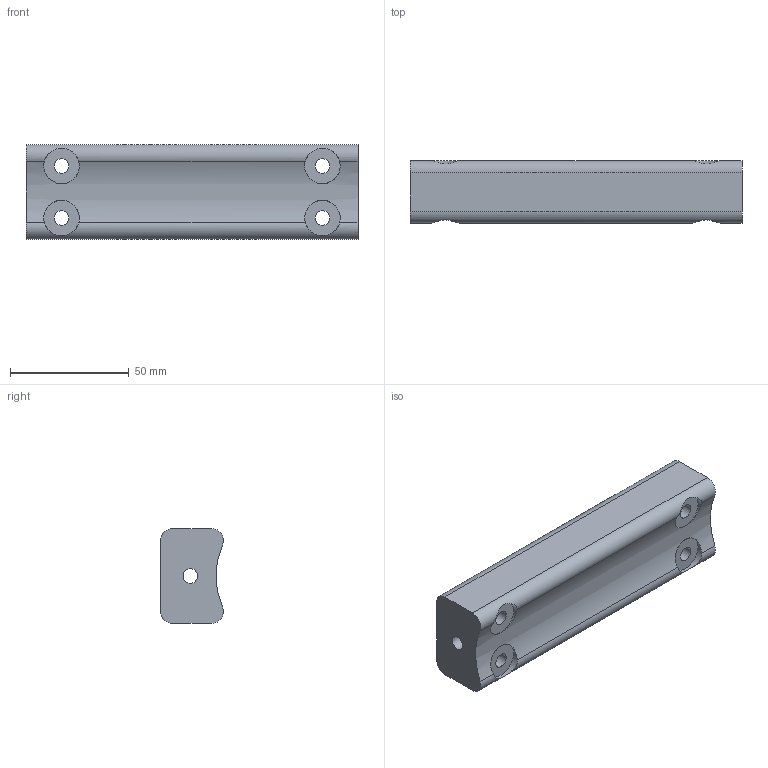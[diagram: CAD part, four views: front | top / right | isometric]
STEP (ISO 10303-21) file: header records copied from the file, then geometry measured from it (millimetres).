
FILE_DESCRIPTION(/* description */ (''),/* implementation_level */ '2;1');
FILE_NAME(/* name */ '',/* time_stamp */ '2024-10-29T19:16:08+01:00',/* author */ ('owozn'),/* organization */ (''),/* preprocessor_version */ 'ST-DEVELOPER v20',/* originating_system */ 'Autodesk Inventor 2024',/* authorisation */ '');
FILE_SCHEMA (('AUTOMOTIVE_DESIGN { 1 0 10303 214 3 1 1 }'));
Length unit declared in the file: millimetre
Products named in the file (1): uMule-ogranicznik_koła
Bounding box: 140 x 26.39 x 40 mm (x, y, z)
Volume: 125609.1 mm3; surface area: 24442.3 mm2
Topology: 1 solids, 1 shells, 31 faces, 103 edges, 85 vertices
Faces by surface type: cylinder 18, plane 13
Full cylindrical faces by diameter (mm): 6.2 x5, 15 x8
Entity records: 1420 total; most frequent: CARTESIAN_POINT 463, DIRECTION 193, ORIENTED_EDGE 174, EDGE_CURVE 87, AXIS2_PLACEMENT_3D 79, VERTEX_POINT 58, CIRCLE 47, EDGE_LOOP 41
